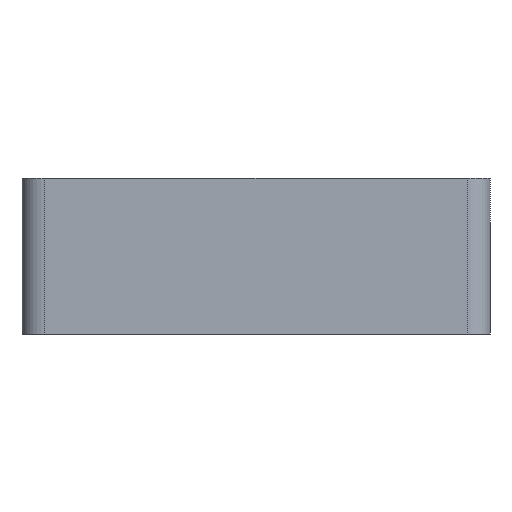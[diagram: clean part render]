
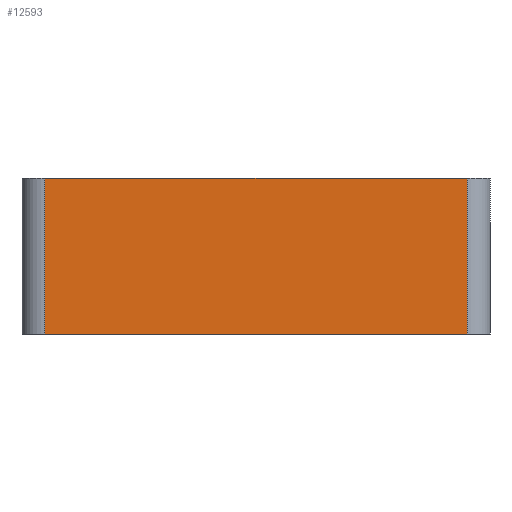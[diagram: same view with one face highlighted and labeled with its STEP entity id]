
A CAD part, front view. The second image highlights one B-rep face of the part: STEP entity #12593.
In plain terms, the highlighted planar face has unit normal (0, -1, 0).
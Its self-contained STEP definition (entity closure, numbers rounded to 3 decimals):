
#32 = PLANE('',#33);
#33 = AXIS2_PLACEMENT_3D('',#34,#35,#36);
#34 = CARTESIAN_POINT('',(4.6,-4.6,3.4));
#35 = DIRECTION('',(0.,0.,1.));
#36 = DIRECTION('',(0.,1.,0.));
#2517 = VERTEX_POINT('',#2518);
#2518 = CARTESIAN_POINT('',(4.6,-5.1,3.4));
#2535 = CYLINDRICAL_SURFACE('',#2536,0.5);
#2536 = AXIS2_PLACEMENT_3D('',#2537,#2538,#2539);
#2537 = CARTESIAN_POINT('',(4.6,-4.6,3.4));
#2538 = DIRECTION('',(0.,0.,1.));
#2539 = DIRECTION('',(0.,-1.,0.));
#2756 = VERTEX_POINT('',#2757);
#2757 = CARTESIAN_POINT('',(-4.6,-5.1,3.4));
#2772 = CYLINDRICAL_SURFACE('',#2773,0.5);
#2773 = AXIS2_PLACEMENT_3D('',#2774,#2775,#2776);
#2774 = CARTESIAN_POINT('',(-4.6,-4.6,3.4));
#2775 = DIRECTION('',(0.,0.,1.));
#2776 = DIRECTION('',(0.,-1.,0.));
#2806 = EDGE_CURVE('',#2756,#2517,#2807,.T.);
#2807 = SURFACE_CURVE('',#2808,(#2812,#2819),.PCURVE_S1.);
#2808 = LINE('',#2809,#2810);
#2809 = CARTESIAN_POINT('',(-4.6,-5.1,3.4));
#2810 = VECTOR('',#2811,1.);
#2811 = DIRECTION('',(1.,0.,0.));
#2812 = PCURVE('',#32,#2813);
#2813 = DEFINITIONAL_REPRESENTATION('',(#2814),#2818);
#2814 = LINE('',#2815,#2816);
#2815 = CARTESIAN_POINT('',(-0.5,9.2));
#2816 = VECTOR('',#2817,1.);
#2817 = DIRECTION('',(0.,-1.));
#2818 = ( GEOMETRIC_REPRESENTATION_CONTEXT(2) 
PARAMETRIC_REPRESENTATION_CONTEXT() REPRESENTATION_CONTEXT('2D SPACE',''
  ) );
#2819 = PCURVE('',#2820,#2825);
#2820 = PLANE('',#2821);
#2821 = AXIS2_PLACEMENT_3D('',#2822,#2823,#2824);
#2822 = CARTESIAN_POINT('',(-4.6,-5.1,3.4));
#2823 = DIRECTION('',(0.,1.,0.));
#2824 = DIRECTION('',(0.,0.,-1.));
#2825 = DEFINITIONAL_REPRESENTATION('',(#2826),#2830);
#2826 = LINE('',#2827,#2828);
#2827 = CARTESIAN_POINT('',(0.,0.));
#2828 = VECTOR('',#2829,1.);
#2829 = DIRECTION('',(0.,-1.));
#2830 = ( GEOMETRIC_REPRESENTATION_CONTEXT(2) 
PARAMETRIC_REPRESENTATION_CONTEXT() REPRESENTATION_CONTEXT('2D SPACE',''
  ) );
#5585 = VERTEX_POINT('',#5586);
#5586 = CARTESIAN_POINT('',(4.6,-5.1,0.));
#5625 = PLANE('',#5626);
#5626 = AXIS2_PLACEMENT_3D('',#5627,#5628,#5629);
#5627 = CARTESIAN_POINT('',(4.6,-4.6,0.));
#5628 = DIRECTION('',(0.,0.,1.));
#5629 = DIRECTION('',(0.,1.,0.));
#5681 = EDGE_CURVE('',#2517,#5585,#5682,.T.);
#5682 = SURFACE_CURVE('',#5683,(#5687,#5716),.PCURVE_S1.);
#5683 = LINE('',#5684,#5685);
#5684 = CARTESIAN_POINT('',(4.6,-5.1,3.4));
#5685 = VECTOR('',#5686,1.);
#5686 = DIRECTION('',(0.,0.,-1.));
#5687 = PCURVE('',#2535,#5688);
#5688 = DEFINITIONAL_REPRESENTATION('',(#5689),#5715);
#5689 = B_SPLINE_CURVE_WITH_KNOTS('',3,(#5690,#5691,#5692,#5693,#5694,
    #5695,#5696,#5697,#5698,#5699,#5700,#5701,#5702,#5703,#5704,#5705,
    #5706,#5707,#5708,#5709,#5710,#5711,#5712,#5713,#5714),
  .UNSPECIFIED.,.F.,.F.,(4,1,1,1,1,1,1,1,1,1,1,1,1,1,1,1,1,1,1,1,1,1,4),
  (0.,0.155,0.309,0.464,0.618,
    0.773,0.927,1.082,1.236,
    1.391,1.545,1.7,1.855,2.009,
    2.164,2.318,2.473,2.627,
    2.782,2.936,3.091,3.245,3.4),
  .QUASI_UNIFORM_KNOTS.);
#5690 = CARTESIAN_POINT('',(0.,0.));
#5691 = CARTESIAN_POINT('',(0.,-0.052));
#5692 = CARTESIAN_POINT('',(0.,-0.155));
#5693 = CARTESIAN_POINT('',(0.,-0.309));
#5694 = CARTESIAN_POINT('',(0.,-0.464));
#5695 = CARTESIAN_POINT('',(0.,-0.618));
#5696 = CARTESIAN_POINT('',(0.,-0.773));
#5697 = CARTESIAN_POINT('',(0.,-0.927));
#5698 = CARTESIAN_POINT('',(0.,-1.082));
#5699 = CARTESIAN_POINT('',(0.,-1.236));
#5700 = CARTESIAN_POINT('',(0.,-1.391));
#5701 = CARTESIAN_POINT('',(0.,-1.545));
#5702 = CARTESIAN_POINT('',(0.,-1.7));
#5703 = CARTESIAN_POINT('',(0.,-1.855));
#5704 = CARTESIAN_POINT('',(0.,-2.009));
#5705 = CARTESIAN_POINT('',(0.,-2.164));
#5706 = CARTESIAN_POINT('',(0.,-2.318));
#5707 = CARTESIAN_POINT('',(0.,-2.473));
#5708 = CARTESIAN_POINT('',(0.,-2.627));
#5709 = CARTESIAN_POINT('',(0.,-2.782));
#5710 = CARTESIAN_POINT('',(0.,-2.936));
#5711 = CARTESIAN_POINT('',(0.,-3.091));
#5712 = CARTESIAN_POINT('',(0.,-3.245));
#5713 = CARTESIAN_POINT('',(0.,-3.348));
#5714 = CARTESIAN_POINT('',(0.,-3.4));
#5715 = ( GEOMETRIC_REPRESENTATION_CONTEXT(2) 
PARAMETRIC_REPRESENTATION_CONTEXT() REPRESENTATION_CONTEXT('2D SPACE',''
  ) );
#5716 = PCURVE('',#2820,#5717);
#5717 = DEFINITIONAL_REPRESENTATION('',(#5718),#5722);
#5718 = LINE('',#5719,#5720);
#5719 = CARTESIAN_POINT('',(0.,-9.2));
#5720 = VECTOR('',#5721,1.);
#5721 = DIRECTION('',(1.,0.));
#5722 = ( GEOMETRIC_REPRESENTATION_CONTEXT(2) 
PARAMETRIC_REPRESENTATION_CONTEXT() REPRESENTATION_CONTEXT('2D SPACE',''
  ) );
#9454 = EDGE_CURVE('',#9455,#5585,#9457,.T.);
#9455 = VERTEX_POINT('',#9456);
#9456 = CARTESIAN_POINT('',(-4.6,-5.1,0.));
#9457 = SURFACE_CURVE('',#9458,(#9462,#9469),.PCURVE_S1.);
#9458 = LINE('',#9459,#9460);
#9459 = CARTESIAN_POINT('',(-4.6,-5.1,0.));
#9460 = VECTOR('',#9461,1.);
#9461 = DIRECTION('',(1.,0.,0.));
#9462 = PCURVE('',#5625,#9463);
#9463 = DEFINITIONAL_REPRESENTATION('',(#9464),#9468);
#9464 = LINE('',#9465,#9466);
#9465 = CARTESIAN_POINT('',(-0.5,9.2));
#9466 = VECTOR('',#9467,1.);
#9467 = DIRECTION('',(0.,-1.));
#9468 = ( GEOMETRIC_REPRESENTATION_CONTEXT(2) 
PARAMETRIC_REPRESENTATION_CONTEXT() REPRESENTATION_CONTEXT('2D SPACE',''
  ) );
#9469 = PCURVE('',#2820,#9470);
#9470 = DEFINITIONAL_REPRESENTATION('',(#9471),#9475);
#9471 = LINE('',#9472,#9473);
#9472 = CARTESIAN_POINT('',(3.4,0.));
#9473 = VECTOR('',#9474,1.);
#9474 = DIRECTION('',(0.,-1.));
#9475 = ( GEOMETRIC_REPRESENTATION_CONTEXT(2) 
PARAMETRIC_REPRESENTATION_CONTEXT() REPRESENTATION_CONTEXT('2D SPACE',''
  ) );
#12593 = ADVANCED_FACE('',(#12594),#2820,.F.);
#12594 = FACE_BOUND('',#12595,.T.);
#12595 = EDGE_LOOP('',(#12596,#12597,#12598,#12599));
#12596 = ORIENTED_EDGE('',*,*,#9454,.T.);
#12597 = ORIENTED_EDGE('',*,*,#5681,.F.);
#12598 = ORIENTED_EDGE('',*,*,#2806,.F.);
#12599 = ORIENTED_EDGE('',*,*,#12600,.T.);
#12600 = EDGE_CURVE('',#2756,#9455,#12601,.T.);
#12601 = SURFACE_CURVE('',#12602,(#12606,#12613),.PCURVE_S1.);
#12602 = LINE('',#12603,#12604);
#12603 = CARTESIAN_POINT('',(-4.6,-5.1,3.4));
#12604 = VECTOR('',#12605,1.);
#12605 = DIRECTION('',(0.,0.,-1.));
#12606 = PCURVE('',#2820,#12607);
#12607 = DEFINITIONAL_REPRESENTATION('',(#12608),#12612);
#12608 = LINE('',#12609,#12610);
#12609 = CARTESIAN_POINT('',(0.,0.));
#12610 = VECTOR('',#12611,1.);
#12611 = DIRECTION('',(1.,0.));
#12612 = ( GEOMETRIC_REPRESENTATION_CONTEXT(2) 
PARAMETRIC_REPRESENTATION_CONTEXT() REPRESENTATION_CONTEXT('2D SPACE',''
  ) );
#12613 = PCURVE('',#2772,#12614);
#12614 = DEFINITIONAL_REPRESENTATION('',(#12615),#12641);
#12615 = B_SPLINE_CURVE_WITH_KNOTS('',3,(#12616,#12617,#12618,#12619,
    #12620,#12621,#12622,#12623,#12624,#12625,#12626,#12627,#12628,
    #12629,#12630,#12631,#12632,#12633,#12634,#12635,#12636,#12637,
    #12638,#12639,#12640),.UNSPECIFIED.,.F.,.F.,(4,1,1,1,1,1,1,1,1,1,1,1
    ,1,1,1,1,1,1,1,1,1,1,4),(0.,0.155,0.309,
    0.464,0.618,0.773,0.927,
    1.082,1.236,1.391,1.545,1.7,
    1.855,2.009,2.164,2.318,
    2.473,2.627,2.782,2.936,
    3.091,3.245,3.4),.QUASI_UNIFORM_KNOTS.);
#12616 = CARTESIAN_POINT('',(6.283,0.));
#12617 = CARTESIAN_POINT('',(6.283,-0.052));
#12618 = CARTESIAN_POINT('',(6.283,-0.155));
#12619 = CARTESIAN_POINT('',(6.283,-0.309));
#12620 = CARTESIAN_POINT('',(6.283,-0.464));
#12621 = CARTESIAN_POINT('',(6.283,-0.618));
#12622 = CARTESIAN_POINT('',(6.283,-0.773));
#12623 = CARTESIAN_POINT('',(6.283,-0.927));
#12624 = CARTESIAN_POINT('',(6.283,-1.082));
#12625 = CARTESIAN_POINT('',(6.283,-1.236));
#12626 = CARTESIAN_POINT('',(6.283,-1.391));
#12627 = CARTESIAN_POINT('',(6.283,-1.545));
#12628 = CARTESIAN_POINT('',(6.283,-1.7));
#12629 = CARTESIAN_POINT('',(6.283,-1.855));
#12630 = CARTESIAN_POINT('',(6.283,-2.009));
#12631 = CARTESIAN_POINT('',(6.283,-2.164));
#12632 = CARTESIAN_POINT('',(6.283,-2.318));
#12633 = CARTESIAN_POINT('',(6.283,-2.473));
#12634 = CARTESIAN_POINT('',(6.283,-2.627));
#12635 = CARTESIAN_POINT('',(6.283,-2.782));
#12636 = CARTESIAN_POINT('',(6.283,-2.936));
#12637 = CARTESIAN_POINT('',(6.283,-3.091));
#12638 = CARTESIAN_POINT('',(6.283,-3.245));
#12639 = CARTESIAN_POINT('',(6.283,-3.348));
#12640 = CARTESIAN_POINT('',(6.283,-3.4));
#12641 = ( GEOMETRIC_REPRESENTATION_CONTEXT(2) 
PARAMETRIC_REPRESENTATION_CONTEXT() REPRESENTATION_CONTEXT('2D SPACE',''
  ) );
